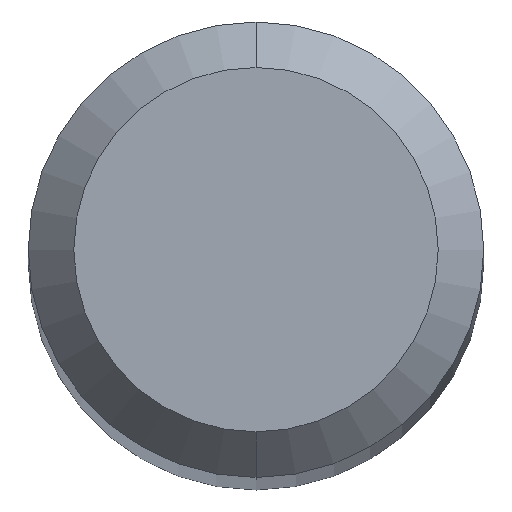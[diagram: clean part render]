
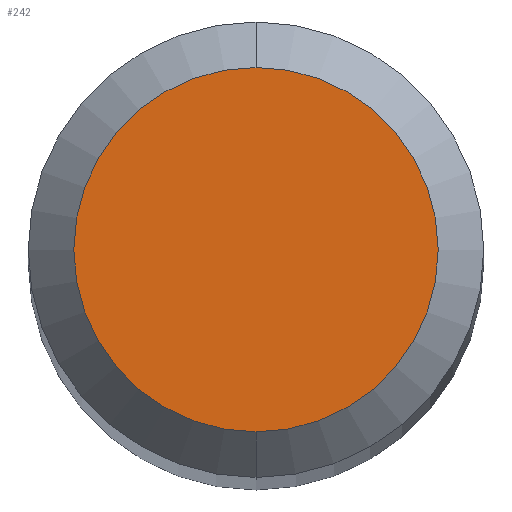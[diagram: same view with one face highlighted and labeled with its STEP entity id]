
A CAD part, top view. The second image highlights one B-rep face of the part: STEP entity #242.
In plain terms, the highlighted planar face has unit normal (0, 0, 1).
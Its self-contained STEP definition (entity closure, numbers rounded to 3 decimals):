
#242=ADVANCED_FACE('',(#532),#533,.T.);
#244=VERTEX_POINT('',#535);
#302=VERTEX_POINT('',#599);
#304=EDGE_CURVE('',#302,#244,#601,.T.);
#428=EDGE_CURVE('',#244,#302,#740,.T.);
#532=FACE_OUTER_BOUND('',#941,.T.);
#533=PLANE('',#942);
#535=CARTESIAN_POINT('',(0.,-1.2,0.0));
#599=CARTESIAN_POINT('',(0.0,1.2,0.0));
#601=CIRCLE('',#1058,1.2);
#740=CIRCLE('',#1349,1.2);
#941=EDGE_LOOP('',(#1426,#1427));
#942=AXIS2_PLACEMENT_3D('',#1428,#1429,#1430);
#1058=AXIS2_PLACEMENT_3D('',#1522,#1523,#1524);
#1349=AXIS2_PLACEMENT_3D('',#1668,#1669,#1670);
#1426=ORIENTED_EDGE('',*,*,#304,.F.);
#1427=ORIENTED_EDGE('',*,*,#428,.F.);
#1428=CARTESIAN_POINT('',(0.0,0.6,0.0));
#1429=DIRECTION('',(-0.0,0.0,1.0));
#1430=DIRECTION('',(0.0,-1.0,0.0));
#1522=CARTESIAN_POINT('',(0.0,0.0,0.0));
#1523=DIRECTION('',(0.0,0.0,-1.0));
#1524=DIRECTION('',(0.0,1.0,0.0));
#1668=CARTESIAN_POINT('',(0.0,0.0,0.0));
#1669=DIRECTION('',(0.0,0.0,-1.0));
#1670=DIRECTION('',(0.0,1.0,0.0));
